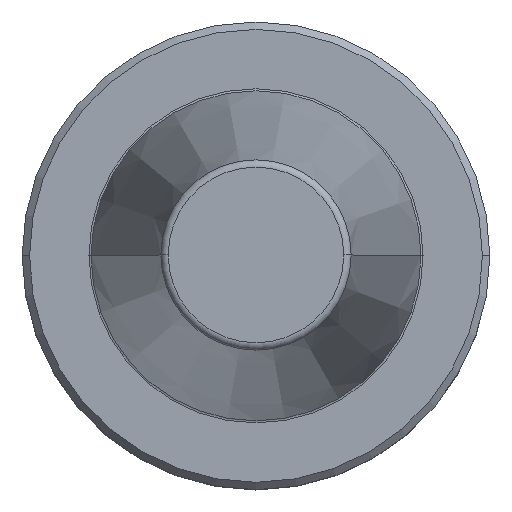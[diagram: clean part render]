
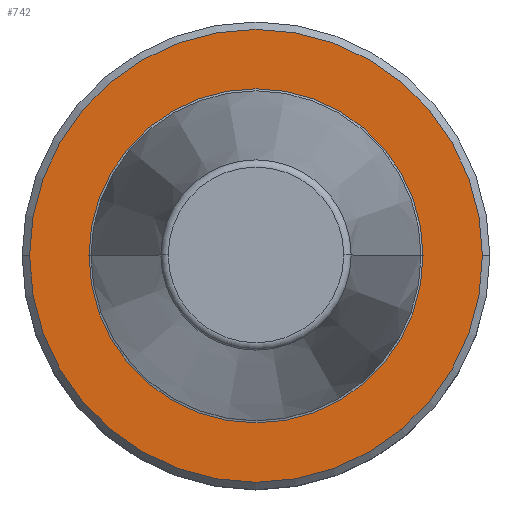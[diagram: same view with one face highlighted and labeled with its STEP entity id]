
A CAD part, top view. The second image highlights one B-rep face of the part: STEP entity #742.
In plain terms, the highlighted planar face has unit normal (0, 0, 1).
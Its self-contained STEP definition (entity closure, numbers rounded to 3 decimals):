
#9 = EDGE_CURVE ( 'NONE', #559, #843, #821, .T. ) ;
#39 = ORIENTED_EDGE ( 'NONE', *, *, #9, .F. ) ;
#82 = CARTESIAN_POINT ( 'NONE',  ( -30.5, 0., -2. ) ) ;
#85 = CIRCLE ( 'NONE', #872, 30.5 ) ;
#103 = ORIENTED_EDGE ( 'NONE', *, *, #610, .T. ) ;
#112 = EDGE_LOOP ( 'NONE', ( #219, #39 ) ) ;
#116 = DIRECTION ( 'NONE',  ( 0., 0., 1. ) ) ;
#129 = CARTESIAN_POINT ( 'NONE',  ( 0., 0., -2. ) ) ;
#149 = FACE_OUTER_BOUND ( 'NONE', #207, .T. ) ;
#181 = AXIS2_PLACEMENT_3D ( 'NONE', #941, #116, #616 ) ;
#186 = CARTESIAN_POINT ( 'NONE',  ( 30.5, 0., -2. ) ) ;
#207 = EDGE_LOOP ( 'NONE', ( #995, #103 ) ) ;
#219 = ORIENTED_EDGE ( 'NONE', *, *, #578, .F. ) ;
#278 = CARTESIAN_POINT ( 'NONE',  ( 0., 0., -2. ) ) ;
#317 = CIRCLE ( 'NONE', #893, 22.5 ) ;
#338 = CARTESIAN_POINT ( 'NONE',  ( 0., 0., -2. ) ) ;
#342 = AXIS2_PLACEMENT_3D ( 'NONE', #129, #785, #871 ) ;
#426 = EDGE_CURVE ( 'NONE', #668, #855, #85, .T. ) ;
#464 = DIRECTION ( 'NONE',  ( 0., 0., 1. ) ) ;
#479 = DIRECTION ( 'NONE',  ( 1., 0., 0. ) ) ;
#547 = DIRECTION ( 'NONE',  ( 1., 0., 0. ) ) ;
#553 = AXIS2_PLACEMENT_3D ( 'NONE', #918, #724, #715 ) ;
#559 = VERTEX_POINT ( 'NONE', #564 ) ;
#564 = CARTESIAN_POINT ( 'NONE',  ( -22.5, 0., -2. ) ) ;
#578 = EDGE_CURVE ( 'NONE', #843, #559, #317, .T. ) ;
#610 = EDGE_CURVE ( 'NONE', #855, #668, #659, .T. ) ;
#611 = CARTESIAN_POINT ( 'NONE',  ( 22.5, 0., -2. ) ) ;
#616 = DIRECTION ( 'NONE',  ( 1., 0., 0. ) ) ;
#626 = FACE_BOUND ( 'NONE', #112, .T. ) ;
#659 = CIRCLE ( 'NONE', #181, 30.5 ) ;
#668 = VERTEX_POINT ( 'NONE', #82 ) ;
#669 = PLANE ( 'NONE',  #553 ) ;
#715 = DIRECTION ( 'NONE',  ( -1., 0., 0. ) ) ;
#724 = DIRECTION ( 'NONE',  ( 0., 0., -1. ) ) ;
#742 = ADVANCED_FACE ( 'NONE', ( #626, #149 ), #669, .F. ) ;
#785 = DIRECTION ( 'NONE',  ( 0., 0., 1. ) ) ;
#821 = CIRCLE ( 'NONE', #342, 22.5 ) ;
#843 = VERTEX_POINT ( 'NONE', #611 ) ;
#855 = VERTEX_POINT ( 'NONE', #186 ) ;
#871 = DIRECTION ( 'NONE',  ( 1., 0., 0. ) ) ;
#872 = AXIS2_PLACEMENT_3D ( 'NONE', #278, #943, #547 ) ;
#893 = AXIS2_PLACEMENT_3D ( 'NONE', #338, #464, #479 ) ;
#918 = CARTESIAN_POINT ( 'NONE',  ( 0., 30.5, -2. ) ) ;
#941 = CARTESIAN_POINT ( 'NONE',  ( 0., 0., -2. ) ) ;
#943 = DIRECTION ( 'NONE',  ( 0., 0., 1. ) ) ;
#995 = ORIENTED_EDGE ( 'NONE', *, *, #426, .T. ) ;
